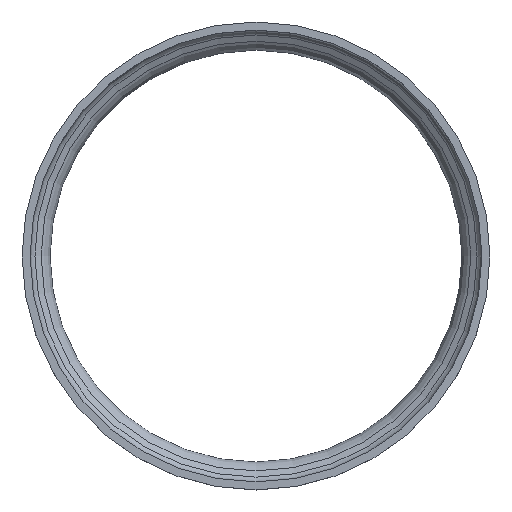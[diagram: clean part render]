
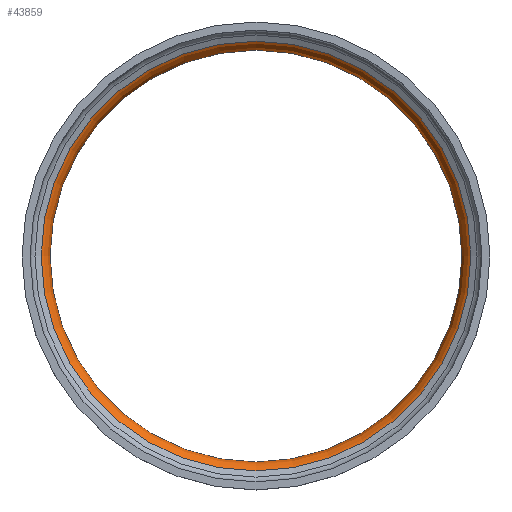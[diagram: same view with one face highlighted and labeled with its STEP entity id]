
A CAD part, top view. The second image highlights one B-rep face of the part: STEP entity #43859.
In plain terms, the highlighted toroidal (fillet/blend) face has major radius 693.136 mm and minor radius 55 mm.
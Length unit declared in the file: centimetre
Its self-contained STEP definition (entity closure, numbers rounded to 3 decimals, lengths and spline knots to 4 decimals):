
#3241=TOROIDAL_SURFACE('',#46042,69.3136,5.5);
#3247=FACE_OUTER_BOUND('',#5424,.T.);
#5424=EDGE_LOOP('',(#30641,#30642,#30643,#30644,#30645,#30646));
#17371=CIRCLE('',#46040,63.8136);
#17372=CIRCLE('',#46041,63.8136);
#17373=CIRCLE('',#46043,66.5636);
#17374=CIRCLE('',#46044,5.5);
#17375=CIRCLE('',#46045,66.5636);
#19622=VERTEX_POINT('',#63686);
#19623=VERTEX_POINT('',#63688);
#19624=VERTEX_POINT('',#63692);
#19625=VERTEX_POINT('',#63693);
#24029=EDGE_CURVE('',#19623,#19622,#17371,.T.);
#24030=EDGE_CURVE('',#19622,#19623,#17372,.T.);
#24031=EDGE_CURVE('',#19624,#19625,#17373,.T.);
#24032=EDGE_CURVE('',#19624,#19623,#17374,.T.);
#24033=EDGE_CURVE('',#19625,#19624,#17375,.T.);
#30641=ORIENTED_EDGE('',*,*,#24031,.F.);
#30642=ORIENTED_EDGE('',*,*,#24032,.T.);
#30643=ORIENTED_EDGE('',*,*,#24029,.T.);
#30644=ORIENTED_EDGE('',*,*,#24030,.T.);
#30645=ORIENTED_EDGE('',*,*,#24032,.F.);
#30646=ORIENTED_EDGE('',*,*,#24033,.F.);
#43859=ADVANCED_FACE('',(#3247),#3241,.T.);
#46040=AXIS2_PLACEMENT_3D('',#63689,#50473,#50474);
#46041=AXIS2_PLACEMENT_3D('',#63690,#50475,#50476);
#46042=AXIS2_PLACEMENT_3D('',#63691,#50477,#50478);
#46043=AXIS2_PLACEMENT_3D('',#63694,#50479,#50480);
#46044=AXIS2_PLACEMENT_3D('',#63695,#50481,#50482);
#46045=AXIS2_PLACEMENT_3D('',#63696,#50483,#50484);
#50473=DIRECTION('center_axis',(0.,0.,-1.));
#50474=DIRECTION('ref_axis',(-1.,0.,0.));
#50475=DIRECTION('center_axis',(0.,0.,-1.));
#50476=DIRECTION('ref_axis',(-1.,0.,0.));
#50477=DIRECTION('center_axis',(0.,0.,-1.));
#50478=DIRECTION('ref_axis',(0.,1.,0.));
#50479=DIRECTION('center_axis',(0.,0.,-1.));
#50480=DIRECTION('ref_axis',(-1.,0.,0.));
#50481=DIRECTION('center_axis',(-1.,0.,0.));
#50482=DIRECTION('ref_axis',(0.,-1.,0.));
#50483=DIRECTION('center_axis',(0.,0.,-1.));
#50484=DIRECTION('ref_axis',(-1.,0.,0.));
#63686=CARTESIAN_POINT('',(63.8136,0.,181.5208));
#63688=CARTESIAN_POINT('',(0.,-63.8136,181.5208));
#63689=CARTESIAN_POINT('Origin',(0.,0.,181.5208));
#63690=CARTESIAN_POINT('Origin',(0.,0.,181.5208));
#63691=CARTESIAN_POINT('Origin',(0.,0.,181.5208));
#63692=CARTESIAN_POINT('',(0.,-66.5636,186.2839));
#63693=CARTESIAN_POINT('',(66.5636,0.,186.2839));
#63694=CARTESIAN_POINT('Origin',(0.,0.,186.2839));
#63695=CARTESIAN_POINT('Origin',(0.,-69.3136,181.5208));
#63696=CARTESIAN_POINT('Origin',(0.,0.,186.2839));
